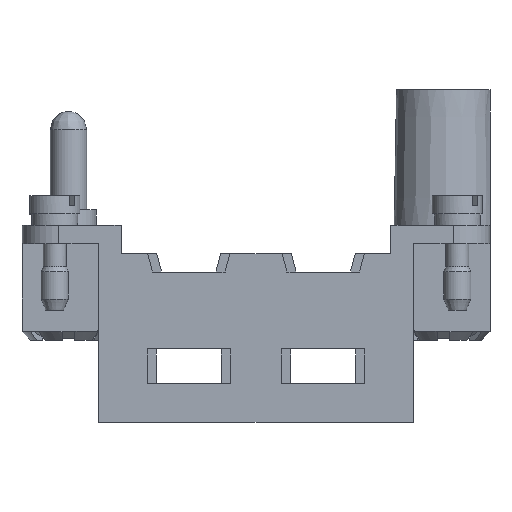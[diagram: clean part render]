
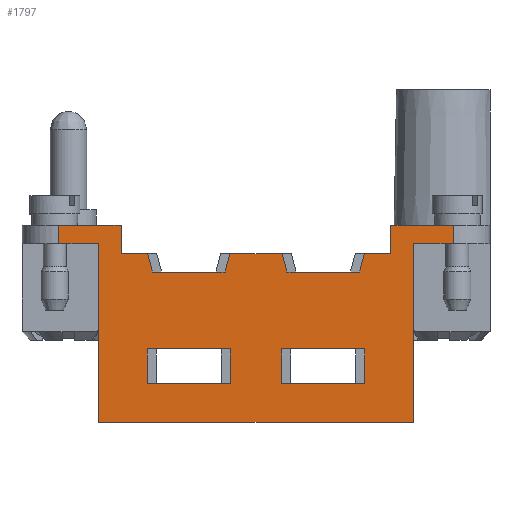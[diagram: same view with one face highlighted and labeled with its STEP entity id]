
A CAD part, front view. The second image highlights one B-rep face of the part: STEP entity #1797.
In plain terms, the highlighted planar face has unit normal (0, -1, 0).
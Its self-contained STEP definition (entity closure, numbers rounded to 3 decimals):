
#1262=FACE_BOUND('',#3347,.T.);
#1263=FACE_BOUND('',#3348,.T.);
#1264=FACE_BOUND('',#3349,.T.);
#1797=ADVANCED_FACE('',(#1262,#1263,#1264),#2356,.F.);
#2356=PLANE('',#12197);
#3347=EDGE_LOOP('',(#4609,#4610,#4611,#4612,#4613,#4614,#4615,#4616,#4617,
#4618,#4619,#4620,#4621,#4622,#4623,#4624,#4625,#4626,#4627,#4628,#4629,
#4630));
#3348=EDGE_LOOP('',(#4631,#4632,#4633,#4634));
#3349=EDGE_LOOP('',(#4635,#4636,#4637,#4638));
#4609=ORIENTED_EDGE('',*,*,#8480,.T.);
#4610=ORIENTED_EDGE('',*,*,#8479,.T.);
#4611=ORIENTED_EDGE('',*,*,#8285,.F.);
#4612=ORIENTED_EDGE('',*,*,#8516,.F.);
#4613=ORIENTED_EDGE('',*,*,#8295,.T.);
#4614=ORIENTED_EDGE('',*,*,#8517,.F.);
#4615=ORIENTED_EDGE('',*,*,#8518,.F.);
#4616=ORIENTED_EDGE('',*,*,#8519,.F.);
#4617=ORIENTED_EDGE('',*,*,#8447,.T.);
#4618=ORIENTED_EDGE('',*,*,#8520,.T.);
#4619=ORIENTED_EDGE('',*,*,#8521,.F.);
#4620=ORIENTED_EDGE('',*,*,#8522,.F.);
#4621=ORIENTED_EDGE('',*,*,#8523,.F.);
#4622=ORIENTED_EDGE('',*,*,#8524,.F.);
#4623=ORIENTED_EDGE('',*,*,#8525,.F.);
#4624=ORIENTED_EDGE('',*,*,#8526,.F.);
#4625=ORIENTED_EDGE('',*,*,#8527,.F.);
#4626=ORIENTED_EDGE('',*,*,#8528,.F.);
#4627=ORIENTED_EDGE('',*,*,#8529,.F.);
#4628=ORIENTED_EDGE('',*,*,#8496,.F.);
#4629=ORIENTED_EDGE('',*,*,#8477,.F.);
#4630=ORIENTED_EDGE('',*,*,#8530,.T.);
#4631=ORIENTED_EDGE('',*,*,#8531,.F.);
#4632=ORIENTED_EDGE('',*,*,#8327,.F.);
#4633=ORIENTED_EDGE('',*,*,#8532,.F.);
#4634=ORIENTED_EDGE('',*,*,#8323,.F.);
#4635=ORIENTED_EDGE('',*,*,#8533,.F.);
#4636=ORIENTED_EDGE('',*,*,#8319,.F.);
#4637=ORIENTED_EDGE('',*,*,#8534,.F.);
#4638=ORIENTED_EDGE('',*,*,#8315,.F.);
#7239=VERTEX_POINT('',#15771);
#7240=VERTEX_POINT('',#15773);
#7248=VERTEX_POINT('',#15791);
#7249=VERTEX_POINT('',#15793);
#7265=VERTEX_POINT('',#15834);
#7267=VERTEX_POINT('',#15838);
#7269=VERTEX_POINT('',#15843);
#7271=VERTEX_POINT('',#15847);
#7273=VERTEX_POINT('',#15852);
#7275=VERTEX_POINT('',#15856);
#7277=VERTEX_POINT('',#15861);
#7279=VERTEX_POINT('',#15865);
#7371=VERTEX_POINT('',#16758);
#7372=VERTEX_POINT('',#16760);
#7390=VERTEX_POINT('',#16858);
#7394=VERTEX_POINT('',#16865);
#7396=VERTEX_POINT('',#16871);
#7397=VERTEX_POINT('',#16873);
#7401=VERTEX_POINT('',#16885);
#7417=VERTEX_POINT('',#16960);
#7418=VERTEX_POINT('',#16962);
#7419=VERTEX_POINT('',#16965);
#7420=VERTEX_POINT('',#16967);
#7421=VERTEX_POINT('',#16969);
#7422=VERTEX_POINT('',#16971);
#7423=VERTEX_POINT('',#16973);
#7424=VERTEX_POINT('',#16975);
#7425=VERTEX_POINT('',#16977);
#7426=VERTEX_POINT('',#16979);
#7427=VERTEX_POINT('',#16981);
#8285=EDGE_CURVE('',#7239,#7240,#9746,.T.);
#8295=EDGE_CURVE('',#7249,#7248,#9756,.T.);
#8315=EDGE_CURVE('',#7267,#7265,#9774,.T.);
#8319=EDGE_CURVE('',#7271,#7269,#9778,.T.);
#8323=EDGE_CURVE('',#7275,#7273,#9782,.T.);
#8327=EDGE_CURVE('',#7279,#7277,#9786,.T.);
#8447=EDGE_CURVE('',#7372,#7371,#9852,.T.);
#8477=EDGE_CURVE('',#7394,#7390,#9874,.T.);
#8479=EDGE_CURVE('',#7396,#7240,#9875,.T.);
#8480=EDGE_CURVE('',#7397,#7396,#9876,.T.);
#8496=EDGE_CURVE('',#7390,#7401,#9888,.T.);
#8516=EDGE_CURVE('',#7249,#7239,#9907,.T.);
#8517=EDGE_CURVE('',#7417,#7248,#9908,.T.);
#8518=EDGE_CURVE('',#7418,#7417,#9909,.T.);
#8519=EDGE_CURVE('',#7372,#7418,#9910,.T.);
#8520=EDGE_CURVE('',#7371,#7419,#9911,.T.);
#8521=EDGE_CURVE('',#7420,#7419,#9912,.T.);
#8522=EDGE_CURVE('',#7421,#7420,#9913,.T.);
#8523=EDGE_CURVE('',#7422,#7421,#9914,.T.);
#8524=EDGE_CURVE('',#7423,#7422,#9915,.T.);
#8525=EDGE_CURVE('',#7424,#7423,#9916,.T.);
#8526=EDGE_CURVE('',#7425,#7424,#9917,.T.);
#8527=EDGE_CURVE('',#7426,#7425,#9918,.T.);
#8528=EDGE_CURVE('',#7427,#7426,#9919,.T.);
#8529=EDGE_CURVE('',#7401,#7427,#9920,.T.);
#8530=EDGE_CURVE('',#7394,#7397,#9921,.T.);
#8531=EDGE_CURVE('',#7277,#7275,#9922,.T.);
#8532=EDGE_CURVE('',#7273,#7279,#9923,.T.);
#8533=EDGE_CURVE('',#7269,#7267,#9924,.T.);
#8534=EDGE_CURVE('',#7265,#7271,#9925,.T.);
#9746=LINE('',#15772,#10863);
#9756=LINE('',#15792,#10873);
#9774=LINE('',#15839,#10891);
#9778=LINE('',#15848,#10895);
#9782=LINE('',#15857,#10899);
#9786=LINE('',#15866,#10903);
#9852=LINE('',#16759,#10969);
#9874=LINE('',#16866,#10991);
#9875=LINE('',#16870,#10992);
#9876=LINE('',#16872,#10993);
#9888=LINE('',#16901,#11005);
#9907=LINE('',#16958,#11024);
#9908=LINE('',#16959,#11025);
#9909=LINE('',#16961,#11026);
#9910=LINE('',#16963,#11027);
#9911=LINE('',#16964,#11028);
#9912=LINE('',#16966,#11029);
#9913=LINE('',#16968,#11030);
#9914=LINE('',#16970,#11031);
#9915=LINE('',#16972,#11032);
#9916=LINE('',#16974,#11033);
#9917=LINE('',#16976,#11034);
#9918=LINE('',#16978,#11035);
#9919=LINE('',#16980,#11036);
#9920=LINE('',#16982,#11037);
#9921=LINE('',#16983,#11038);
#9922=LINE('',#16984,#11039);
#9923=LINE('',#16985,#11040);
#9924=LINE('',#16986,#11041);
#9925=LINE('',#16987,#11042);
#10863=VECTOR('',#13027,1.);
#10873=VECTOR('',#13039,1.);
#10891=VECTOR('',#13061,1.);
#10895=VECTOR('',#13067,1.);
#10899=VECTOR('',#13073,1.);
#10903=VECTOR('',#13079,1.);
#10969=VECTOR('',#13195,1.);
#10991=VECTOR('',#13235,1.);
#10992=VECTOR('',#13240,1.);
#10993=VECTOR('',#13241,1.);
#11005=VECTOR('',#13265,1.);
#11024=VECTOR('',#13298,1.);
#11025=VECTOR('',#13299,1.);
#11026=VECTOR('',#13300,1.);
#11027=VECTOR('',#13301,1.);
#11028=VECTOR('',#13302,1.);
#11029=VECTOR('',#13303,1.);
#11030=VECTOR('',#13304,1.);
#11031=VECTOR('',#13305,1.);
#11032=VECTOR('',#13306,1.);
#11033=VECTOR('',#13307,1.);
#11034=VECTOR('',#13308,1.);
#11035=VECTOR('',#13309,1.);
#11036=VECTOR('',#13310,1.);
#11037=VECTOR('',#13311,1.);
#11038=VECTOR('',#13312,1.);
#11039=VECTOR('',#13313,1.);
#11040=VECTOR('',#13314,1.);
#11041=VECTOR('',#13315,1.);
#11042=VECTOR('',#13316,1.);
#12197=AXIS2_PLACEMENT_3D('',#16988,#13317,#13318);
#13027=DIRECTION('',(0.,0.,1.));
#13039=DIRECTION('',(0.,0.,1.));
#13061=DIRECTION('',(-1.,0.,0.));
#13067=DIRECTION('',(1.,0.,0.));
#13073=DIRECTION('',(-1.,0.,0.));
#13079=DIRECTION('',(1.,0.,0.));
#13195=DIRECTION('',(-1.,0.,0.));
#13235=DIRECTION('',(1.,0.,0.));
#13240=DIRECTION('',(1.,0.,0.));
#13241=DIRECTION('',(1.,0.,0.));
#13265=DIRECTION('',(0.,0.,-1.));
#13298=DIRECTION('',(-1.,0.,0.));
#13299=DIRECTION('',(-1.,0.,0.));
#13300=DIRECTION('',(-1.,0.,0.));
#13301=DIRECTION('',(0.,0.,-1.));
#13302=DIRECTION('',(0.,0.,-1.));
#13303=DIRECTION('',(1.,0.,0.));
#13304=DIRECTION('',(0.259,0.,0.966));
#13305=DIRECTION('',(1.,0.,0.));
#13306=DIRECTION('',(0.259,0.,-0.966));
#13307=DIRECTION('',(1.,0.,0.));
#13308=DIRECTION('',(0.259,0.,0.966));
#13309=DIRECTION('',(1.,0.,0.));
#13310=DIRECTION('',(0.259,0.,-0.966));
#13311=DIRECTION('',(1.,0.,0.));
#13312=DIRECTION('',(0.,0.,-1.));
#13313=DIRECTION('',(0.,0.,1.));
#13314=DIRECTION('',(0.,0.,-1.));
#13315=DIRECTION('',(0.,0.,1.));
#13316=DIRECTION('',(0.,0.,-1.));
#13317=DIRECTION('',(0.,1.,0.));
#13318=DIRECTION('',(0.,0.,-1.));
#15771=CARTESIAN_POINT('',(-17.2,-17.25,-19.5));
#15772=CARTESIAN_POINT('',(-17.2,-17.25,2.));
#15773=CARTESIAN_POINT('',(-17.2,-17.25,0.));
#15791=CARTESIAN_POINT('',(17.2,-17.25,0.));
#15792=CARTESIAN_POINT('',(17.2,-17.25,2.));
#15793=CARTESIAN_POINT('',(17.2,-17.25,-19.5));
#15834=CARTESIAN_POINT('',(2.8,-17.25,-11.5));
#15838=CARTESIAN_POINT('',(11.9,-17.25,-11.5));
#15839=CARTESIAN_POINT('',(11.9,-17.25,-11.5));
#15843=CARTESIAN_POINT('',(11.9,-17.25,-15.3));
#15847=CARTESIAN_POINT('',(2.8,-17.25,-15.3));
#15848=CARTESIAN_POINT('',(2.8,-17.25,-15.3));
#15852=CARTESIAN_POINT('',(-11.9,-17.25,-11.5));
#15856=CARTESIAN_POINT('',(-2.8,-17.25,-11.5));
#15857=CARTESIAN_POINT('',(-2.8,-17.25,-11.5));
#15861=CARTESIAN_POINT('',(-2.8,-17.25,-15.3));
#15865=CARTESIAN_POINT('',(-11.9,-17.25,-15.3));
#15866=CARTESIAN_POINT('',(-11.9,-17.25,-15.3));
#16758=CARTESIAN_POINT('',(14.75,-17.25,2.));
#16759=CARTESIAN_POINT('',(21.575,-17.25,2.));
#16760=CARTESIAN_POINT('',(21.575,-17.25,2.));
#16858=CARTESIAN_POINT('',(-14.75,-17.25,2.));
#16865=CARTESIAN_POINT('',(-21.575,-17.25,2.));
#16866=CARTESIAN_POINT('',(-21.575,-17.25,2.));
#16870=CARTESIAN_POINT('',(-21.575,-17.25,0.));
#16871=CARTESIAN_POINT('',(-18.078,-17.25,0.));
#16872=CARTESIAN_POINT('',(-17.2,-17.25,0.));
#16873=CARTESIAN_POINT('',(-21.575,-17.25,0.));
#16885=CARTESIAN_POINT('',(-14.75,-17.25,-1.1));
#16901=CARTESIAN_POINT('',(-14.75,-17.25,2.));
#16958=CARTESIAN_POINT('',(17.2,-17.25,-19.5));
#16959=CARTESIAN_POINT('',(21.575,-17.25,0.));
#16960=CARTESIAN_POINT('',(18.078,-17.25,0.));
#16961=CARTESIAN_POINT('',(17.2,-17.25,0.));
#16962=CARTESIAN_POINT('',(21.575,-17.25,0.));
#16963=CARTESIAN_POINT('',(21.575,-17.25,2.));
#16964=CARTESIAN_POINT('',(14.75,-17.25,2.));
#16965=CARTESIAN_POINT('',(14.75,-17.25,-1.1));
#16966=CARTESIAN_POINT('',(11.85,-17.25,-1.1));
#16967=CARTESIAN_POINT('',(11.85,-17.25,-1.1));
#16968=CARTESIAN_POINT('',(11.314,-17.25,-3.1));
#16969=CARTESIAN_POINT('',(11.314,-17.25,-3.1));
#16970=CARTESIAN_POINT('',(3.386,-17.25,-3.1));
#16971=CARTESIAN_POINT('',(3.386,-17.25,-3.1));
#16972=CARTESIAN_POINT('',(2.85,-17.25,-1.1));
#16973=CARTESIAN_POINT('',(2.85,-17.25,-1.1));
#16974=CARTESIAN_POINT('',(-2.85,-17.25,-1.1));
#16975=CARTESIAN_POINT('',(-2.85,-17.25,-1.1));
#16976=CARTESIAN_POINT('',(-3.386,-17.25,-3.1));
#16977=CARTESIAN_POINT('',(-3.386,-17.25,-3.1));
#16978=CARTESIAN_POINT('',(-11.314,-17.25,-3.1));
#16979=CARTESIAN_POINT('',(-11.314,-17.25,-3.1));
#16980=CARTESIAN_POINT('',(-11.85,-17.25,-1.1));
#16981=CARTESIAN_POINT('',(-11.85,-17.25,-1.1));
#16982=CARTESIAN_POINT('',(-17.2,-17.25,-1.1));
#16983=CARTESIAN_POINT('',(-21.575,-17.25,2.));
#16984=CARTESIAN_POINT('',(-2.8,-17.25,-15.3));
#16985=CARTESIAN_POINT('',(-11.9,-17.25,-11.5));
#16986=CARTESIAN_POINT('',(11.9,-17.25,-15.3));
#16987=CARTESIAN_POINT('',(2.8,-17.25,-11.5));
#16988=CARTESIAN_POINT('',(-17.2,-17.25,2.));
